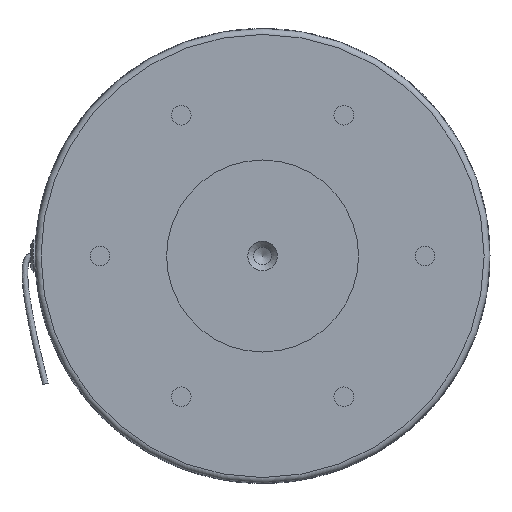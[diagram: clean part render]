
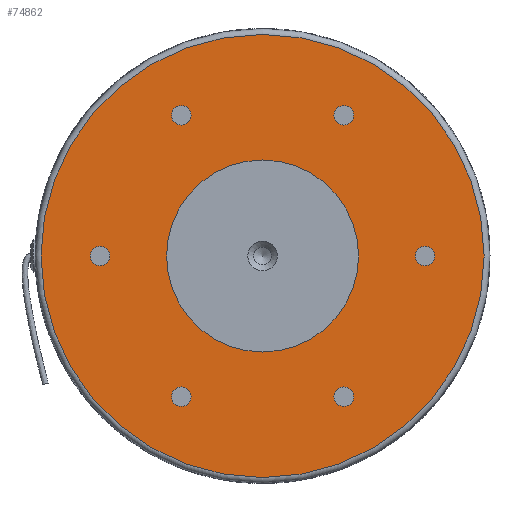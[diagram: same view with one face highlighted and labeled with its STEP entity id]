
A CAD part, left-side view. The second image highlights one B-rep face of the part: STEP entity #74862.
In plain terms, the highlighted planar face has unit normal (-1, 0, 0).
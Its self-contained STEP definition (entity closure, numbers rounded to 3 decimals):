
#375=FACE_BOUND('',#15802,.T.);
#376=FACE_BOUND('',#15803,.T.);
#377=FACE_BOUND('',#15804,.T.);
#378=FACE_BOUND('',#15805,.T.);
#379=FACE_BOUND('',#15806,.T.);
#380=FACE_BOUND('',#15807,.T.);
#381=FACE_BOUND('',#15808,.T.);
#7752=PLANE('',#83173);
#11834=FACE_OUTER_BOUND('',#15801,.T.);
#15801=EDGE_LOOP('',(#59134));
#15802=EDGE_LOOP('',(#59135));
#15803=EDGE_LOOP('',(#59136));
#15804=EDGE_LOOP('',(#59137));
#15805=EDGE_LOOP('',(#59138));
#15806=EDGE_LOOP('',(#59139));
#15807=EDGE_LOOP('',(#59140));
#15808=EDGE_LOOP('',(#59141));
#21277=CIRCLE('',#83145,3.324);
#21279=CIRCLE('',#83148,3.324);
#21281=CIRCLE('',#83151,3.324);
#21283=CIRCLE('',#83154,3.324);
#21285=CIRCLE('',#83157,3.324);
#21287=CIRCLE('',#83160,3.324);
#21295=CIRCLE('',#83171,75.);
#21297=CIRCLE('',#83174,32.5);
#35278=VERTEX_POINT('',#131403);
#35280=VERTEX_POINT('',#131409);
#35282=VERTEX_POINT('',#131415);
#35284=VERTEX_POINT('',#131421);
#35286=VERTEX_POINT('',#131427);
#35288=VERTEX_POINT('',#131433);
#35295=VERTEX_POINT('',#131451);
#35296=VERTEX_POINT('',#131456);
#44502=EDGE_CURVE('',#35278,#35278,#21277,.T.);
#44505=EDGE_CURVE('',#35280,#35280,#21279,.T.);
#44508=EDGE_CURVE('',#35282,#35282,#21281,.T.);
#44511=EDGE_CURVE('',#35284,#35284,#21283,.T.);
#44514=EDGE_CURVE('',#35286,#35286,#21285,.T.);
#44517=EDGE_CURVE('',#35288,#35288,#21287,.T.);
#44525=EDGE_CURVE('',#35295,#35295,#21295,.T.);
#44527=EDGE_CURVE('',#35296,#35296,#21297,.T.);
#59134=ORIENTED_EDGE('',*,*,#44525,.F.);
#59135=ORIENTED_EDGE('',*,*,#44502,.T.);
#59136=ORIENTED_EDGE('',*,*,#44505,.T.);
#59137=ORIENTED_EDGE('',*,*,#44508,.T.);
#59138=ORIENTED_EDGE('',*,*,#44511,.T.);
#59139=ORIENTED_EDGE('',*,*,#44514,.T.);
#59140=ORIENTED_EDGE('',*,*,#44517,.T.);
#59141=ORIENTED_EDGE('',*,*,#44527,.T.);
#74862=ADVANCED_FACE('',(#11834,#375,#376,#377,#378,#379,#380,#381),#7752,
 .T.);
#83145=AXIS2_PLACEMENT_3D('',#131405,#103832,#103833);
#83148=AXIS2_PLACEMENT_3D('',#131411,#103839,#103840);
#83151=AXIS2_PLACEMENT_3D('',#131417,#103846,#103847);
#83154=AXIS2_PLACEMENT_3D('',#131423,#103853,#103854);
#83157=AXIS2_PLACEMENT_3D('',#131429,#103860,#103861);
#83160=AXIS2_PLACEMENT_3D('',#131435,#103867,#103868);
#83171=AXIS2_PLACEMENT_3D('',#131453,#103889,#103890);
#83173=AXIS2_PLACEMENT_3D('',#131455,#103893,#103894);
#83174=AXIS2_PLACEMENT_3D('',#131457,#103895,#103896);
#103832=DIRECTION('center_axis',(1.,0.,0.));
#103833=DIRECTION('ref_axis',(0.,0.,
1.));
#103839=DIRECTION('center_axis',(1.,0.,0.));
#103840=DIRECTION('ref_axis',(0.,0.,
1.));
#103846=DIRECTION('center_axis',(1.,0.,0.));
#103847=DIRECTION('ref_axis',(0.,0.,
1.));
#103853=DIRECTION('center_axis',(1.,0.,0.));
#103854=DIRECTION('ref_axis',(0.,0.,
1.));
#103860=DIRECTION('center_axis',(1.,0.,0.));
#103861=DIRECTION('ref_axis',(0.,0.,
1.));
#103867=DIRECTION('center_axis',(1.,0.,0.));
#103868=DIRECTION('ref_axis',(0.,0.,
1.));
#103889=DIRECTION('center_axis',(1.,0.,0.));
#103890=DIRECTION('ref_axis',(0.,-1.,0.));
#103893=DIRECTION('center_axis',(-1.,0.,0.));
#103894=DIRECTION('ref_axis',(0.,0.,
1.));
#103895=DIRECTION('center_axis',(1.,0.,0.));
#103896=DIRECTION('ref_axis',(0.,0.,
-1.));
#131403=CARTESIAN_POINT('',(3.434,-20.82,44.308));
#131405=CARTESIAN_POINT('Origin',(3.434,-20.82,47.631));
#131409=CARTESIAN_POINT('',(3.434,-20.82,-50.955));
#131411=CARTESIAN_POINT('Origin',(3.434,-20.82,-47.631));
#131415=CARTESIAN_POINT('',(3.434,61.68,-3.324));
#131417=CARTESIAN_POINT('Origin',(3.434,61.68,0.));
#131421=CARTESIAN_POINT('',(3.434,34.18,-50.955));
#131423=CARTESIAN_POINT('Origin',(3.434,34.18,-47.631));
#131427=CARTESIAN_POINT('',(3.434,-48.32,-3.323));
#131429=CARTESIAN_POINT('Origin',(3.434,-48.32,0.));
#131433=CARTESIAN_POINT('',(3.434,34.18,44.308));
#131435=CARTESIAN_POINT('Origin',(3.434,34.18,47.631));
#131451=CARTESIAN_POINT('',(3.434,6.68,75.));
#131453=CARTESIAN_POINT('Origin',(3.434,6.68,0.));
#131455=CARTESIAN_POINT('Origin',(3.434,83.68,0.));
#131456=CARTESIAN_POINT('',(3.434,-25.82,0.));
#131457=CARTESIAN_POINT('Origin',(3.434,6.68,0.));
